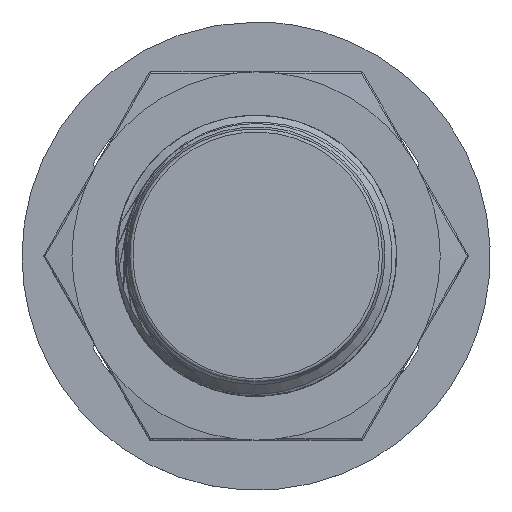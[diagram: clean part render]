
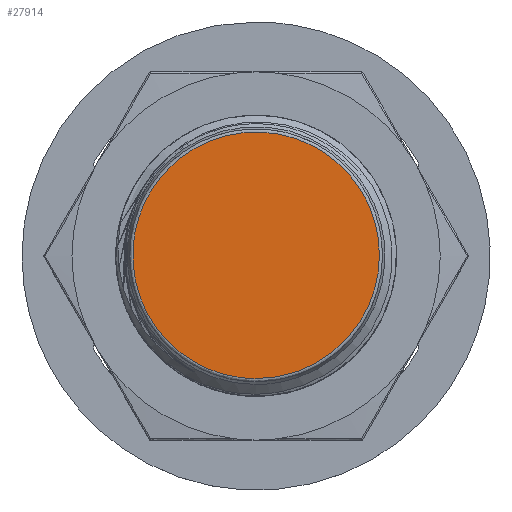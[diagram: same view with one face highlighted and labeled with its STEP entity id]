
A CAD part, top view. The second image highlights one B-rep face of the part: STEP entity #27914.
In plain terms, the highlighted free-form (B-spline) face has degree [1, 1] with [2, 2] control points.
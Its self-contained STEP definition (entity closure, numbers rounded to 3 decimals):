
#27914 = ADVANCED_FACE('',(#27915),#27929,.T.);
#27915 = FACE_BOUND('',#27916,.T.);
#27916 = EDGE_LOOP('',(#27917));
#27917 = ORIENTED_EDGE('',*,*,#27918,.T.);
#27918 = EDGE_CURVE('',#27919,#27919,#27921,.T.);
#27919 = VERTEX_POINT('',#27920);
#27920 = CARTESIAN_POINT('',(0.,-7.802,
    47.703));
#27921 = ( BOUNDED_CURVE() B_SPLINE_CURVE(2,(#27922,#27923,#27924,#27925
    ,#27926,#27927,#27928),.UNSPECIFIED.,.T.,.F.) 
B_SPLINE_CURVE_WITH_KNOTS((1,2,2,2,2,1),(-2.094,0.,
    2.094,4.189,6.283,8.378),
.UNSPECIFIED.) CURVE() GEOMETRIC_REPRESENTATION_ITEM() 
RATIONAL_B_SPLINE_CURVE((1.,0.5,1.,0.5,1.,0.5,1.)) REPRESENTATION_ITEM(
  '') );
#27922 = CARTESIAN_POINT('',(0.,-7.802,
    47.703));
#27923 = CARTESIAN_POINT('',(13.513,-7.802,
    47.703));
#27924 = CARTESIAN_POINT('',(6.756,3.901,
    47.703));
#27925 = CARTESIAN_POINT('',(0.,15.603,
    47.703));
#27926 = CARTESIAN_POINT('',(-6.756,3.901,
    47.703));
#27927 = CARTESIAN_POINT('',(-13.513,-7.802,
    47.703));
#27928 = CARTESIAN_POINT('',(0.,-7.802,
    47.703));
#27929 = B_SPLINE_SURFACE_WITH_KNOTS('',1,1,(
    (#27930,#27931)
    ,(#27932,#27933
    )),.UNSPECIFIED.,.F.,.F.,.F.,(2,2),(2,2),(-7.899,7.899
    ),(-7.899,7.899),.PIECEWISE_BEZIER_KNOTS.);
#27930 = CARTESIAN_POINT('',(7.802,7.802,47.703
    ));
#27931 = CARTESIAN_POINT('',(7.802,-7.802,
    47.703));
#27932 = CARTESIAN_POINT('',(-7.802,7.802,
    47.703));
#27933 = CARTESIAN_POINT('',(-7.802,-7.802,
    47.703));
